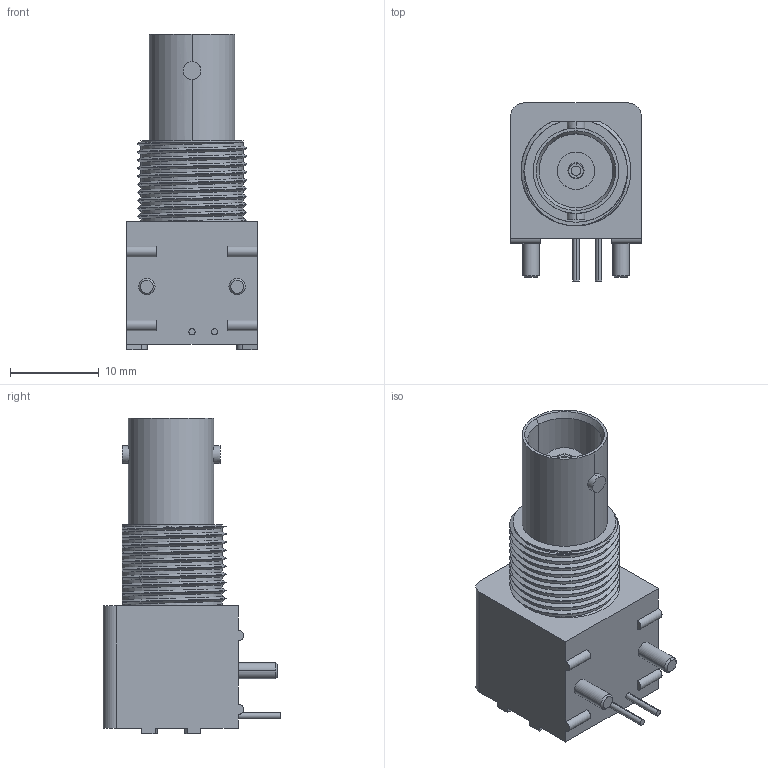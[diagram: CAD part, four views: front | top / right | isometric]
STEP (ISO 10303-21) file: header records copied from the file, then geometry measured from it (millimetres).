
FILE_DESCRIPTION(('STEP AP203'),'1');
FILE_NAME('70084608.stp','2020-12-10T19:41:04',('TraceParts'),('TraceParts S.A.'),'Spatial InterOp 3D',' ',' ');
FILE_SCHEMA(('CONFIG_CONTROL_DESIGN'));
Length unit declared in the file: millimetre
Products named in the file (1): 1
Bounding box: 14.7 x 20 x 35.5 mm (x, y, z)
Volume: 4319.4 mm3; surface area: 2704 mm2
Topology: 1 solids, 1 shells, 177 faces, 451 edges, 290 vertices
Faces by surface type: cylinder 74, plane 41, bspline 40, cone 14, torus 8
Entity records: 9551 total; most frequent: CARTESIAN_POINT 5465, ORIENTED_EDGE 902, DIRECTION 739, EDGE_CURVE 451, VERTEX_POINT 290, AXIS2_PLACEMENT_3D 274, EDGE_LOOP 193, LINE 191
